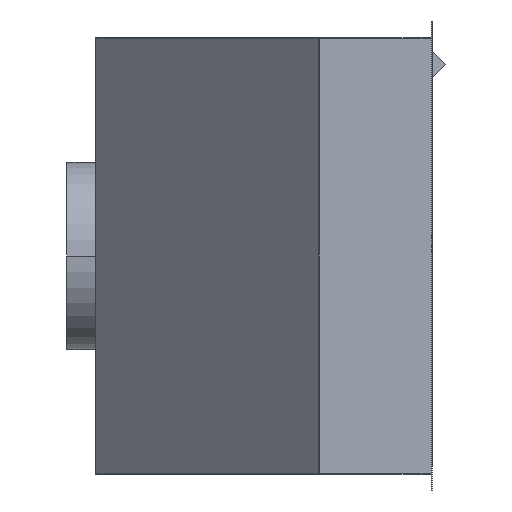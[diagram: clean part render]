
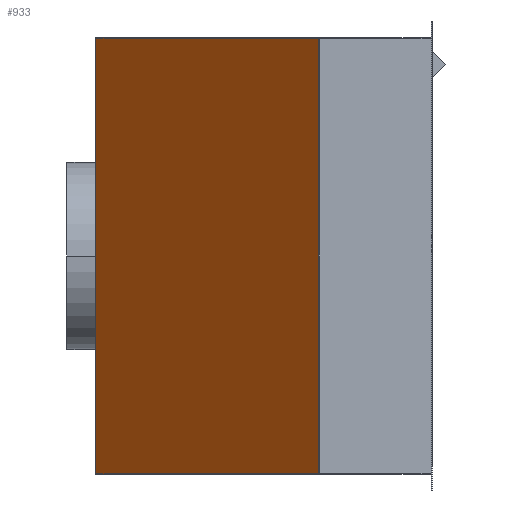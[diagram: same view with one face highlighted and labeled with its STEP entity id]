
A CAD part, left-side view. The second image highlights one B-rep face of the part: STEP entity #933.
In plain terms, the highlighted planar face has unit normal (-0.707, 0.707, 0).
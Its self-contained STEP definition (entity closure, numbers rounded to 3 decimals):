
#169=DIRECTION('',(-0.707,-0.707,0.));
#170=VECTOR('',#169,337.997);
#171=CARTESIAN_POINT('',(-341.,360.,233.));
#172=LINE('',#171,#170);
#189=DIRECTION('',(0.,0.,-1.));
#190=VECTOR('',#189,466.);
#191=CARTESIAN_POINT('',(-580.,121.,233.));
#192=LINE('',#191,#190);
#223=DIRECTION('',(-0.707,-0.707,0.));
#224=VECTOR('',#223,337.997);
#225=CARTESIAN_POINT('',(-341.,360.,-233.));
#226=LINE('',#225,#224);
#227=DIRECTION('',(0.,0.,-1.));
#228=VECTOR('',#227,466.);
#229=CARTESIAN_POINT('',(-341.,360.,233.));
#230=LINE('',#229,#228);
#525=CARTESIAN_POINT('',(-341.,360.,233.));
#526=VERTEX_POINT('',#525);
#527=CARTESIAN_POINT('',(-580.,121.,233.));
#528=VERTEX_POINT('',#527);
#533=CARTESIAN_POINT('',(-341.,360.,-233.));
#534=VERTEX_POINT('',#533);
#535=CARTESIAN_POINT('',(-580.,121.,-233.));
#536=VERTEX_POINT('',#535);
#922=CARTESIAN_POINT('',(-341.,360.,233.));
#923=DIRECTION('',(-0.707,0.707,0.));
#924=DIRECTION('',(-0.707,-0.707,0.));
#925=AXIS2_PLACEMENT_3D('',#922,#923,#924);
#926=PLANE('',#925);
#927=ORIENTED_EDGE('',*,*,#871,.F.);
#928=ORIENTED_EDGE('',*,*,#911,.F.);
#929=ORIENTED_EDGE('',*,*,#834,.T.);
#930=ORIENTED_EDGE('',*,*,#853,.T.);
#931=EDGE_LOOP('',(#927,#928,#929,#930));
#932=FACE_OUTER_BOUND('',#931,.F.);
#933=ADVANCED_FACE('',(#932),#926,.T.);
#834=EDGE_CURVE('',#526,#528,#172,.T.);
#853=EDGE_CURVE('',#528,#536,#192,.T.);
#871=EDGE_CURVE('',#534,#536,#226,.T.);
#911=EDGE_CURVE('',#526,#534,#230,.T.);
